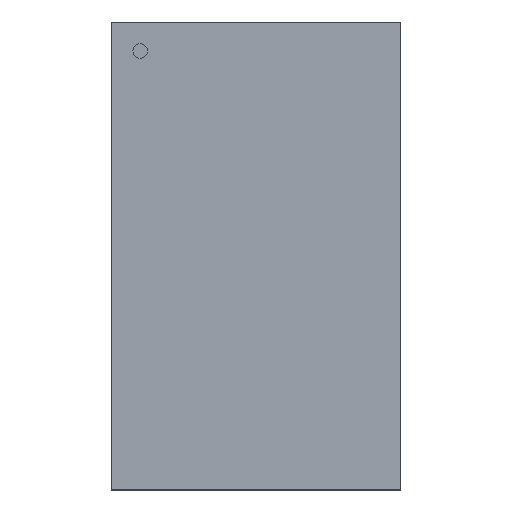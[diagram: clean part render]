
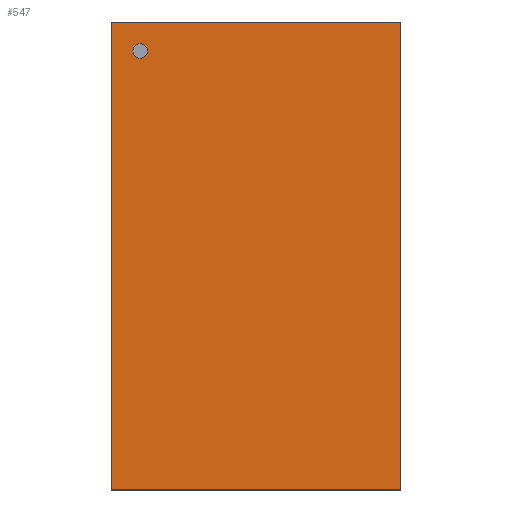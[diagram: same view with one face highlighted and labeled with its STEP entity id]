
A CAD part, top view. The second image highlights one B-rep face of the part: STEP entity #547.
In plain terms, the highlighted planar face has unit normal (0, 0, 1).
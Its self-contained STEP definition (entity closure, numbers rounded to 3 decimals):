
#323=CARTESIAN_POINT('',(0.495,-0.8,0.457));
#322=VERTEX_POINT('',#323);
#333=CARTESIAN_POINT('',(-0.495,-0.8,0.457));
#332=VERTEX_POINT('',#333);
#331=EDGE_CURVE('',#332,#322,#336,.T.);
#336=LINE('',#333,#338);
#338=VECTOR('',#339,0.991);
#339=DIRECTION('',(1.0,0.0,0.0));
#372=CARTESIAN_POINT('',(0.495,0.8,0.457));
#371=VERTEX_POINT('',#372);
#380=EDGE_CURVE('',#322,#371,#385,.T.);
#385=LINE('',#323,#387);
#387=VECTOR('',#388,1.6);
#388=DIRECTION('',(0.0,1.0,0.0));
#421=CARTESIAN_POINT('',(-0.495,0.8,0.457));
#420=VERTEX_POINT('',#421);
#429=EDGE_CURVE('',#371,#420,#434,.T.);
#434=LINE('',#372,#436);
#436=VECTOR('',#437,0.991);
#437=DIRECTION('',(-1.0,0.0,0.0));
#478=EDGE_CURVE('',#420,#332,#483,.T.);
#483=LINE('',#421,#485);
#485=VECTOR('',#486,1.6);
#486=DIRECTION('',(0.0,-1.0,0.0));
#547=ADVANCED_FACE('',(#553),#548,.T.);
#548=PLANE('',#549);
#549=AXIS2_PLACEMENT_3D('',#550,#551,#552);
#550=CARTESIAN_POINT('',(-0.495,-0.8,0.457));
#551=DIRECTION('',(0.0,0.0,1.0));
#552=DIRECTION('',(0.,1.,0.));
#553=FACE_OUTER_BOUND('',#554,.T.);
#554=EDGE_LOOP('',(#555,#565,#575,#585));
#555=ORIENTED_EDGE('',*,*,#331,.T.);
#565=ORIENTED_EDGE('',*,*,#380,.T.);
#575=ORIENTED_EDGE('',*,*,#429,.T.);
#585=ORIENTED_EDGE('',*,*,#478,.T.);
